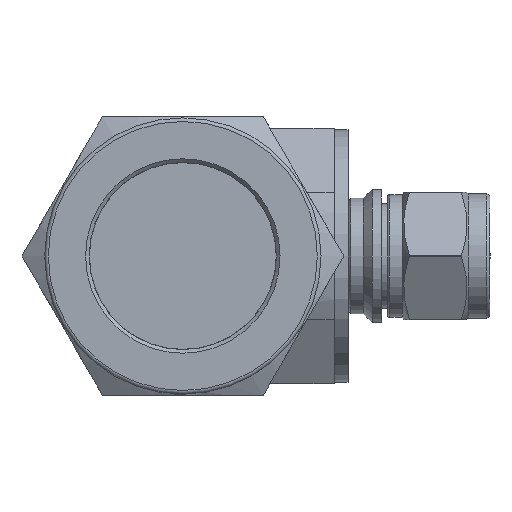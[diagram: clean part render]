
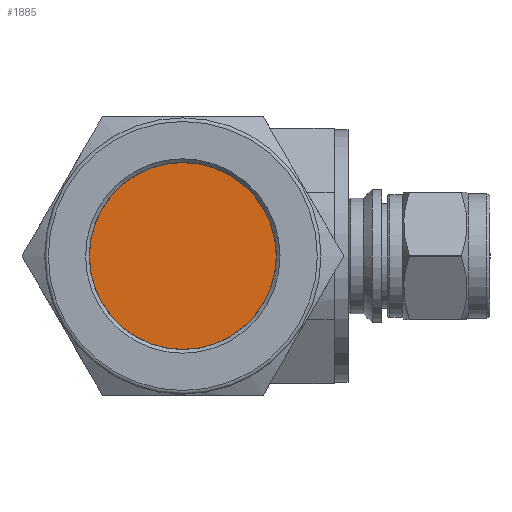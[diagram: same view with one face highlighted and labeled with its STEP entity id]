
A CAD part, left-side view. The second image highlights one B-rep face of the part: STEP entity #1885.
In plain terms, the highlighted planar face has unit normal (-1, 0, 0).
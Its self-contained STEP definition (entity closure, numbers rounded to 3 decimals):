
#165=CIRCLE('',#2110,12.775);
#329=FACE_OUTER_BOUND('',#471,.T.);
#471=EDGE_LOOP('',(#1667));
#886=VERTEX_POINT('',#3243);
#1131=EDGE_CURVE('',#886,#886,#165,.T.);
#1667=ORIENTED_EDGE('',*,*,#1131,.F.);
#1763=PLANE('',#2136);
#1885=ADVANCED_FACE('',(#329),#1763,.F.);
#2110=AXIS2_PLACEMENT_3D('',#3245,#2615,#2616);
#2136=AXIS2_PLACEMENT_3D('',#3328,#2697,#2698);
#2615=DIRECTION('center_axis',(1.,0.,0.));
#2616=DIRECTION('ref_axis',(0.,0.,1.));
#2697=DIRECTION('center_axis',(1.,0.,0.));
#2698=DIRECTION('ref_axis',(0.,0.,-1.));
#3243=CARTESIAN_POINT('',(-17.65,-12.775,0.));
#3245=CARTESIAN_POINT('Origin',(-17.65,0.,
0.));
#3328=CARTESIAN_POINT('Origin',(-17.65,0.,
0.));
